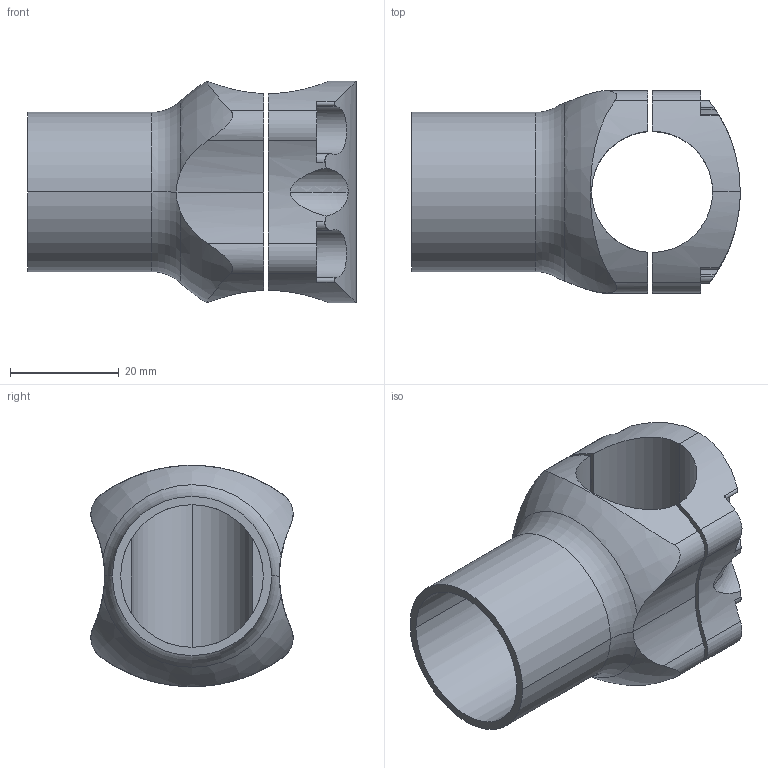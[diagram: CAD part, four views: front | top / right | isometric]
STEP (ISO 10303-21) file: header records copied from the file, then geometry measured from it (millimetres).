
FILE_DESCRIPTION (( 'STEP AP214' ), '1' );
FILE_NAME ('SP0025.STEP', '2024-12-11T21:20:20', ( '' ), ( '' ), 'SwSTEP 2.0', 'SolidWorks 2023', '' );
FILE_SCHEMA (( 'AUTOMOTIVE_DESIGN' ));
Length unit declared in the file: millimetre
Products named in the file (3): SP0025; SP4025_V2
Assembly tree (2 placements, depth 2):
  SP0025
    SP0025
    SP4025_V2
Bounding box: 60.32 x 37.13 x 40.64 mm (x, y, z)
Volume: 19527.2 mm3; surface area: 14209.1 mm2
Topology: 2 solids, 2 shells, 87 faces, 239 edges, 151 vertices
Faces by surface type: cylinder 62, plane 9, cone 8, torus 8
Entity records: 3678 total; most frequent: CARTESIAN_POINT 1424, ORIENTED_EDGE 462, DIRECTION 458, EDGE_CURVE 231, AXIS2_PLACEMENT_3D 191, VERTEX_POINT 151, EDGE_LOOP 100, CIRCLE 99
